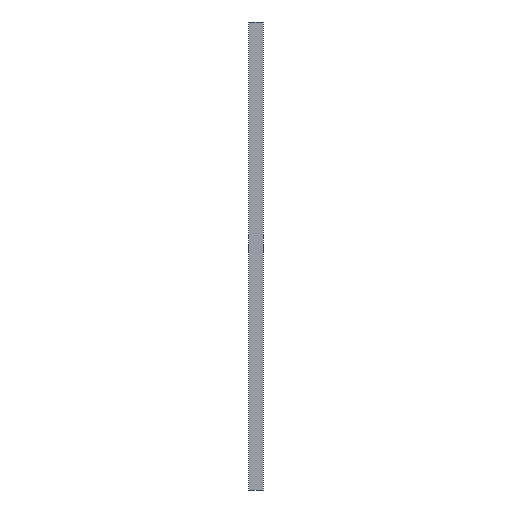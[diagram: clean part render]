
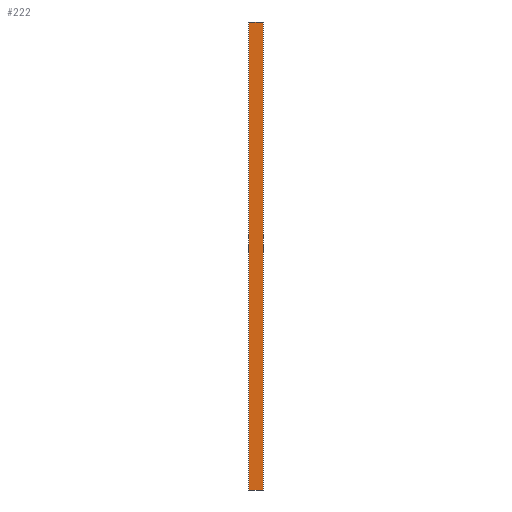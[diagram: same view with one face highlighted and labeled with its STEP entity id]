
A CAD part, left-side view. The second image highlights one B-rep face of the part: STEP entity #222.
In plain terms, the highlighted face is planar.
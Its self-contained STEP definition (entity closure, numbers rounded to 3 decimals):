
#151=ORIENTED_EDGE('',*,*,#155,.F.);
#152=ORIENTED_EDGE('',*,*,#165,.F.);
#153=ORIENTED_EDGE('',*,*,#162,.F.);
#154=ORIENTED_EDGE('',*,*,#159,.F.);
#155=EDGE_CURVE('',#167,#168,#175,.T.);
#159=EDGE_CURVE('',#168,#171,#179,.T.);
#162=EDGE_CURVE('',#171,#173,#182,.T.);
#165=EDGE_CURVE('',#173,#167,#185,.T.);
#167=VERTEX_POINT('',#340);
#168=VERTEX_POINT('',#341);
#171=VERTEX_POINT('',#349);
#173=VERTEX_POINT('',#355);
#175=LINE('',#339,#187);
#179=LINE('',#348,#191);
#182=LINE('',#354,#194);
#185=LINE('',#360,#197);
#187=VECTOR('',#281,1000.);
#191=VECTOR('',#287,1000.);
#194=VECTOR('',#292,1000.);
#197=VECTOR('',#297,1000.);
#204=EDGE_LOOP('',(#151,#152,#153,#154));
#210=FACE_BOUND('',#204,.T.);
#216=PLANE('',#243);
#222=ADVANCED_FACE('',(#210),#216,.F.);
#243=AXIS2_PLACEMENT_3D('',#363,#301,#302);
#281=DIRECTION('',(0.,-1.,0.));
#287=DIRECTION('',(1.,0.,0.));
#292=DIRECTION('',(0.,1.,0.));
#297=DIRECTION('',(-1.,0.,0.));
#301=DIRECTION('',(0.,0.,1.));
#302=DIRECTION('',(-1.,0.,0.));
#339=CARTESIAN_POINT('',(0.,0.,0.));
#340=CARTESIAN_POINT('',(0.,0.,0.));
#341=CARTESIAN_POINT('',(0.,-5.,0.));
#348=CARTESIAN_POINT('',(0.,-5.,0.));
#349=CARTESIAN_POINT('',(160.,-5.,0.));
#354=CARTESIAN_POINT('',(160.,0.,0.));
#355=CARTESIAN_POINT('',(160.,0.,0.));
#360=CARTESIAN_POINT('',(0.,0.,0.));
#363=CARTESIAN_POINT('',(0.,0.,0.));
